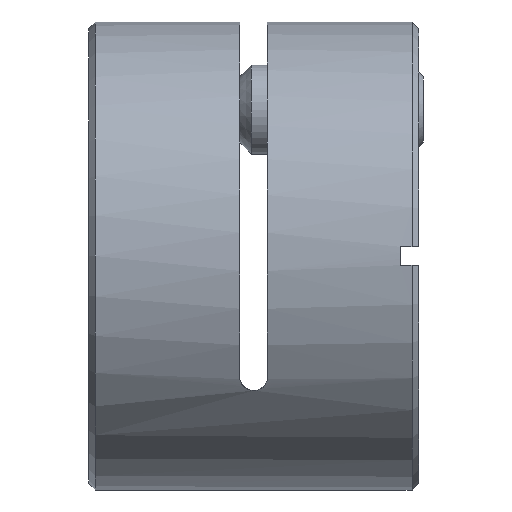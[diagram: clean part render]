
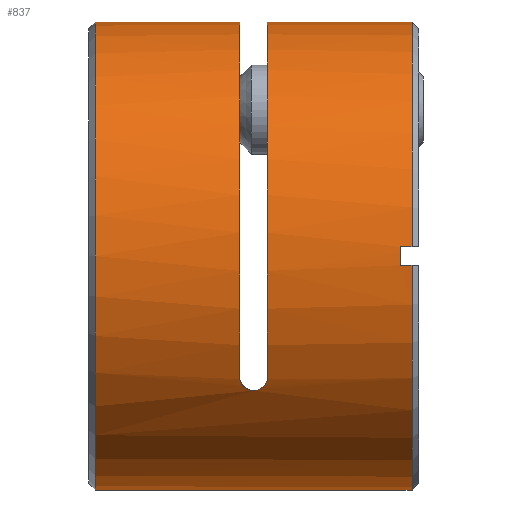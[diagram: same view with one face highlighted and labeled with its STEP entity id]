
A CAD part, front view. The second image highlights one B-rep face of the part: STEP entity #837.
In plain terms, the highlighted cylindrical face has radius 12.7 mm (diameter 25.4 mm), a partial arc.
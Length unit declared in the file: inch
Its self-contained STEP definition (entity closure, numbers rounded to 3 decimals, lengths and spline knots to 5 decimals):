
#15 = DIRECTION ( 'NONE',  ( 0., 0., 1. ) ) ;
#62 = CARTESIAN_POINT ( 'NONE',  ( 0.33812, 0.41132, 0.28429 ) ) ;
#104 = ORIENTED_EDGE ( 'NONE', *, *, #1239, .F. ) ;
#108 = CARTESIAN_POINT ( 'NONE',  ( 0.382, 0., 0. ) ) ;
#125 = ORIENTED_EDGE ( 'NONE', *, *, #434, .T. ) ;
#154 = EDGE_CURVE ( 'NONE', #537, #266, #337, .T. ) ;
#159 = CARTESIAN_POINT ( 'NONE',  ( 0.69086, 0.49961, -0.01967 ) ) ;
#173 = CARTESIAN_POINT ( 'NONE',  ( 0.01414, 0., 0.5 ) ) ;
#185 = B_SPLINE_CURVE_WITH_KNOTS ( 'NONE', 3,
 ( #322, #994, #316, #209, #731, #442, #458, #975 ),
 .UNSPECIFIED., .F., .F.,
 ( 4, 2, 2, 4 ),
 ( 0.00114, 0.00142, 0.00171, 0.00227 ),
 .UNSPECIFIED. ) ;
#188 = CARTESIAN_POINT ( 'NONE',  ( 0.32467, 0.42124, 0.26938 ) ) ;
#189 = DIRECTION ( 'NONE',  ( -1., 0., 0. ) ) ;
#209 = CARTESIAN_POINT ( 'NONE',  ( 0.36684, 0.41131, 0.28431 ) ) ;
#215 = VERTEX_POINT ( 'NONE', #800 ) ;
#217 = CARTESIAN_POINT ( 'NONE',  ( 0., 0., 0. ) ) ;
#225 = CYLINDRICAL_SURFACE ( 'NONE', #1506, 0.5 ) ;
#233 = VERTEX_POINT ( 'NONE', #159 ) ;
#266 = VERTEX_POINT ( 'NONE', #295 ) ;
#283 = EDGE_CURVE ( 'NONE', #1573, #974, #701, .T. ) ;
#290 = CARTESIAN_POINT ( 'NONE',  ( 0., 0.49961, 0.01967 ) ) ;
#295 = CARTESIAN_POINT ( 'NONE',  ( 0.382, 0., -0.5 ) ) ;
#299 = CARTESIAN_POINT ( 'NONE',  ( 0.32359, 0.42317, 0.26635 ) ) ;
#316 = CARTESIAN_POINT ( 'NONE',  ( 0.36004, 0.40945, 0.28697 ) ) ;
#318 = CARTESIAN_POINT ( 'NONE',  ( 0.69086, 0., 0. ) ) ;
#322 = CARTESIAN_POINT ( 'NONE',  ( 0.3525, 0.40893, 0.2877 ) ) ;
#337 = CIRCLE ( 'NONE', #1541, 0.5 ) ;
#356 = VERTEX_POINT ( 'NONE', #1335 ) ;
#394 = CARTESIAN_POINT ( 'NONE',  ( 0.32783, 0.41754, 0.27509 ) ) ;
#434 = EDGE_CURVE ( 'NONE', #233, #875, #639, .T. ) ;
#442 = CARTESIAN_POINT ( 'NONE',  ( 0.37758, 0.41727, 0.27553 ) ) ;
#447 = CARTESIAN_POINT ( 'NONE',  ( 0., 0.49961, -0.01967 ) ) ;
#450 = ORIENTED_EDGE ( 'NONE', *, *, #1138, .F. ) ;
#458 = CARTESIAN_POINT ( 'NONE',  ( 0.38082, 0.4212, 0.26953 ) ) ;
#464 = VECTOR ( 'NONE', #1176, 39.37008 ) ;
#515 = DIRECTION ( 'NONE',  ( -1., 0., 0. ) ) ;
#537 = VERTEX_POINT ( 'NONE', #1265 ) ;
#558 = AXIS2_PLACEMENT_3D ( 'NONE', #318, #1323, #842 ) ;
#563 = AXIS2_PLACEMENT_3D ( 'NONE', #820, #1202, #15 ) ;
#582 = DIRECTION ( 'NONE',  ( 0., 0., -1. ) ) ;
#639 = CIRCLE ( 'NONE', #558, 0.5 ) ;
#651 = CARTESIAN_POINT ( 'NONE',  ( 0., 0., -0.5 ) ) ;
#692 = CARTESIAN_POINT ( 'NONE',  ( 0., 0., -0.5 ) ) ;
#701 = CIRCLE ( 'NONE', #1646, 0.5 ) ;
#712 = DIRECTION ( 'NONE',  ( -1., 0., 0. ) ) ;
#731 = CARTESIAN_POINT ( 'NONE',  ( 0.3699, 0.41264, 0.28238 ) ) ;
#737 = VECTOR ( 'NONE', #806, 39.37008 ) ;
#742 = DIRECTION ( 'NONE',  ( -1., 0., 0. ) ) ;
#746 = AXIS2_PLACEMENT_3D ( 'NONE', #1362, #712, #582 ) ;
#749 = VERTEX_POINT ( 'NONE', #1511 ) ;
#759 = ORIENTED_EDGE ( 'NONE', *, *, #1566, .F. ) ;
#767 = ORIENTED_EDGE ( 'NONE', *, *, #1166, .F. ) ;
#769 = B_SPLINE_CURVE_WITH_KNOTS ( 'NONE', 3,
 ( #1315, #299, #188, #394, #1602, #1354, #62, #1611, #970, #1479 ),
 .UNSPECIFIED., .F., .F.,
 ( 4, 2, 2, 2, 4 ),
 ( 0., 0.00028, 0.00057, 0.00085, 0.00114 ),
 .UNSPECIFIED. ) ;
#800 = CARTESIAN_POINT ( 'NONE',  ( 0.69086, 0., 0.5 ) ) ;
#806 = DIRECTION ( 'NONE',  ( 1., 0., 0. ) ) ;
#813 = CIRCLE ( 'NONE', #957, 0.5 ) ;
#820 = CARTESIAN_POINT ( 'NONE',  ( 0.323, 0., 0. ) ) ;
#837 = ADVANCED_FACE ( 'CYL_0', ( #1397 ), #225, .T. ) ;
#842 = DIRECTION ( 'NONE',  ( 0., 0., 1. ) ) ;
#861 = VECTOR ( 'NONE', #189, 39.37008 ) ;
#867 = ORIENTED_EDGE ( 'NONE', *, *, #1039, .F. ) ;
#875 = VERTEX_POINT ( 'NONE', #1668 ) ;
#907 = ORIENTED_EDGE ( 'NONE', *, *, #154, .F. ) ;
#939 = CARTESIAN_POINT ( 'NONE',  ( 0.66567, 0.49961, -0.01967 ) ) ;
#944 = DIRECTION ( 'NONE',  ( 0., 0., 1. ) ) ;
#947 = ORIENTED_EDGE ( 'NONE', *, *, #1555, .T. ) ;
#957 = AXIS2_PLACEMENT_3D ( 'NONE', #964, #1355, #981 ) ;
#964 = CARTESIAN_POINT ( 'NONE',  ( 0.69086, 0., 0. ) ) ;
#970 = CARTESIAN_POINT ( 'NONE',  ( 0.34868, 0.40893, 0.2877 ) ) ;
#973 = EDGE_CURVE ( 'NONE', #1630, #1422, #1025, .T. ) ;
#974 = VERTEX_POINT ( 'NONE', #1329 ) ;
#975 = CARTESIAN_POINT ( 'NONE',  ( 0.382, 0.42514, 0.26316 ) ) ;
#980 = CARTESIAN_POINT ( 'NONE',  ( 0.323, 0.42514, 0.26316 ) ) ;
#981 = DIRECTION ( 'NONE',  ( 0., 0., 1. ) ) ;
#989 = CARTESIAN_POINT ( 'NONE',  ( 0., 0., 0.5 ) ) ;
#994 = CARTESIAN_POINT ( 'NONE',  ( 0.3563, 0.40893, 0.2877 ) ) ;
#1025 = CIRCLE ( 'NONE', #563, 0.5 ) ;
#1039 = EDGE_CURVE ( 'NONE', #233, #1259, #1104, .T. ) ;
#1046 = EDGE_CURVE ( 'NONE', #215, #749, #813, .T. ) ;
#1077 = DIRECTION ( 'NONE',  ( -1., 0., 0. ) ) ;
#1104 = LINE ( 'NONE', #447, #861 ) ;
#1107 = ORIENTED_EDGE ( 'NONE', *, *, #283, .F. ) ;
#1138 = EDGE_CURVE ( 'NONE', #215, #1573, #1635, .T. ) ;
#1166 = EDGE_CURVE ( 'NONE', #1621, #537, #185, .T. ) ;
#1176 = DIRECTION ( 'NONE',  ( -1., 0., 0. ) ) ;
#1181 = DIRECTION ( 'NONE',  ( 0., 0., -1. ) ) ;
#1202 = DIRECTION ( 'NONE',  ( 1., 0., 0. ) ) ;
#1203 = ORIENTED_EDGE ( 'NONE', *, *, #1046, .T. ) ;
#1228 = LINE ( 'NONE', #692, #1459 ) ;
#1237 = EDGE_CURVE ( 'NONE', #875, #266, #1228, .T. ) ;
#1239 = EDGE_CURVE ( 'NONE', #1422, #1621, #769, .T. ) ;
#1246 = CIRCLE ( 'NONE', #746, 0.5 ) ;
#1259 = VERTEX_POINT ( 'NONE', #939 ) ;
#1262 = DIRECTION ( 'NONE',  ( 0., 0., 1. ) ) ;
#1265 = CARTESIAN_POINT ( 'NONE',  ( 0.382, 0.42514, 0.26316 ) ) ;
#1315 = CARTESIAN_POINT ( 'NONE',  ( 0.323, 0.42514, 0.26316 ) ) ;
#1321 = LINE ( 'NONE', #651, #464 ) ;
#1323 = DIRECTION ( 'NONE',  ( -1., 0., 0. ) ) ;
#1324 = CARTESIAN_POINT ( 'NONE',  ( 0.3525, 0.40893, 0.2877 ) ) ;
#1329 = CARTESIAN_POINT ( 'NONE',  ( 0.01414, 0., -0.5 ) ) ;
#1335 = CARTESIAN_POINT ( 'NONE',  ( 0.66567, 0.49961, 0.01967 ) ) ;
#1354 = CARTESIAN_POINT ( 'NONE',  ( 0.33506, 0.41266, 0.28235 ) ) ;
#1355 = DIRECTION ( 'NONE',  ( -1., 0., 0. ) ) ;
#1362 = CARTESIAN_POINT ( 'NONE',  ( 0.66567, 0., 0. ) ) ;
#1397 = FACE_OUTER_BOUND ( 'NONE', #1569, .T. ) ;
#1422 = VERTEX_POINT ( 'NONE', #980 ) ;
#1424 = VECTOR ( 'NONE', #1494, 39.37008 ) ;
#1433 = EDGE_CURVE ( 'NONE', #356, #1259, #1246, .T. ) ;
#1444 = CARTESIAN_POINT ( 'NONE',  ( 0.01414, 0., 0. ) ) ;
#1457 = LINE ( 'NONE', #290, #737 ) ;
#1459 = VECTOR ( 'NONE', #1472, 39.37008 ) ;
#1472 = DIRECTION ( 'NONE',  ( -1., 0., 0. ) ) ;
#1479 = CARTESIAN_POINT ( 'NONE',  ( 0.3525, 0.40893, 0.2877 ) ) ;
#1494 = DIRECTION ( 'NONE',  ( -1., 0., 0. ) ) ;
#1506 = AXIS2_PLACEMENT_3D ( 'NONE', #217, #742, #1262 ) ;
#1511 = CARTESIAN_POINT ( 'NONE',  ( 0.69086, 0.49961, 0.01967 ) ) ;
#1531 = ORIENTED_EDGE ( 'NONE', *, *, #1433, .T. ) ;
#1541 = AXIS2_PLACEMENT_3D ( 'NONE', #108, #1077, #1181 ) ;
#1543 = ORIENTED_EDGE ( 'NONE', *, *, #1237, .T. ) ;
#1546 = ORIENTED_EDGE ( 'NONE', *, *, #973, .F. ) ;
#1555 = EDGE_CURVE ( 'NONE', #1630, #974, #1321, .T. ) ;
#1566 = EDGE_CURVE ( 'NONE', #356, #749, #1457, .T. ) ;
#1569 = EDGE_LOOP ( 'NONE', ( #125, #1543, #907, #767, #104, #1546, #947, #1107, #450, #1203, #759, #1531, #867 ) ) ;
#1573 = VERTEX_POINT ( 'NONE', #173 ) ;
#1599 = CARTESIAN_POINT ( 'NONE',  ( 0.323, 0., -0.5 ) ) ;
#1602 = CARTESIAN_POINT ( 'NONE',  ( 0.32994, 0.41575, 0.27778 ) ) ;
#1611 = CARTESIAN_POINT ( 'NONE',  ( 0.34495, 0.40945, 0.28697 ) ) ;
#1621 = VERTEX_POINT ( 'NONE', #1324 ) ;
#1630 = VERTEX_POINT ( 'NONE', #1599 ) ;
#1635 = LINE ( 'NONE', #989, #1424 ) ;
#1646 = AXIS2_PLACEMENT_3D ( 'NONE', #1444, #515, #944 ) ;
#1668 = CARTESIAN_POINT ( 'NONE',  ( 0.69086, 0., -0.5 ) ) ;
